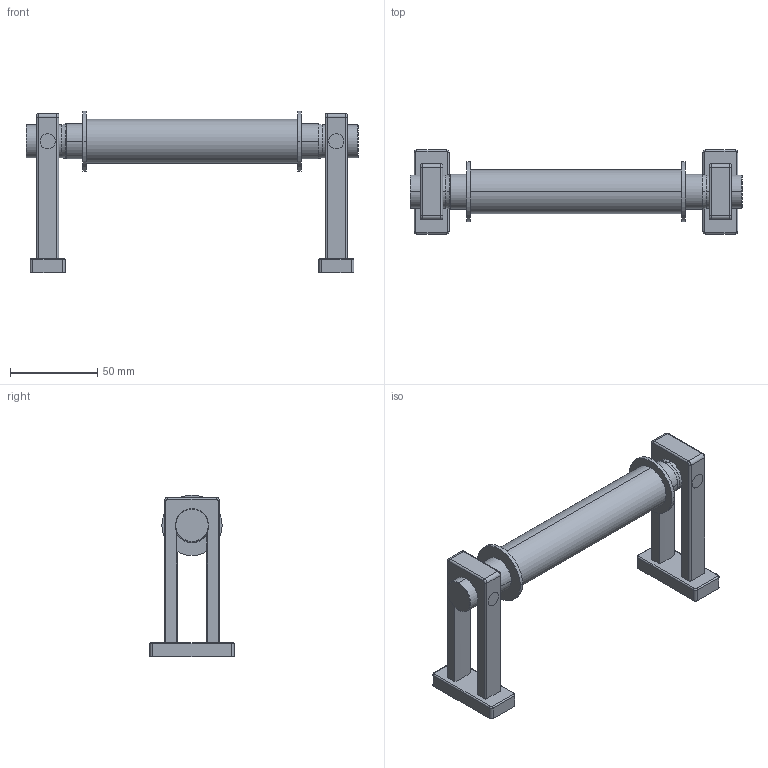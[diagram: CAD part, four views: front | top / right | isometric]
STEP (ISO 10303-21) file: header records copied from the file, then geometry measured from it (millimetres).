
FILE_DESCRIPTION((''),'2;1');
FILE_NAME('3008','2021-12-20T10:58:50',('jinson.thomas'),(''),'CREO PARAMETRIC BY PTC INC, 2018400','CREO PARAMETRIC BY PTC INC, 2018400','');
FILE_SCHEMA(('CONFIG_CONTROL_DESIGN'));
Length unit declared in the file: inch
Products named in the file (1): 3008
Bounding box: 189.79 x 48.11 x 92.48 mm (x, y, z)
Volume: 130327.4 mm3; surface area: 37629.4 mm2
Topology: 4 solids, 4 shells, 133 faces, 294 edges, 180 vertices
Faces by surface type: cylinder 64, plane 37, torus 22, bspline 8, cone 2
Entity records: 3952 total; most frequent: CARTESIAN_POINT 875, DIRECTION 702, ORIENTED_EDGE 588, EDGE_CURVE 294, AXIS2_PLACEMENT_3D 291, VERTEX_POINT 180, CIRCLE 166, EDGE_LOOP 148
